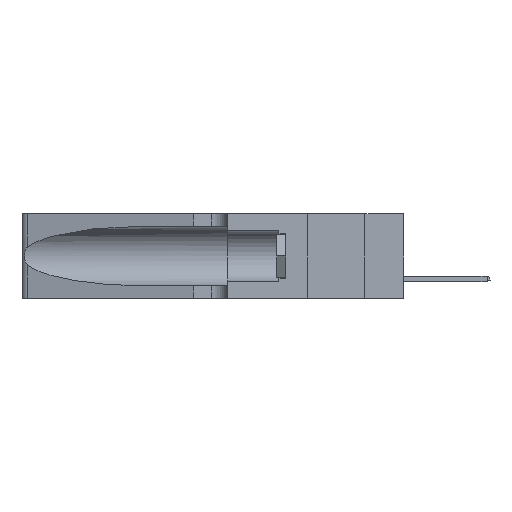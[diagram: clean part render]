
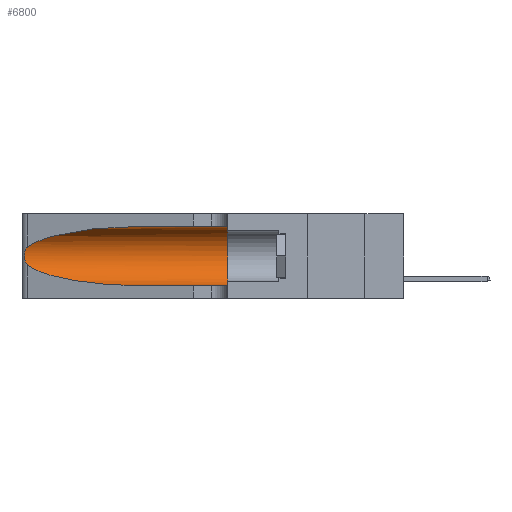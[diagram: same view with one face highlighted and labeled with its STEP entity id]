
A CAD part, left-side view. The second image highlights one B-rep face of the part: STEP entity #6800.
In plain terms, the highlighted cylindrical face has radius 3.308 mm (diameter 6.617 mm), a partial arc.
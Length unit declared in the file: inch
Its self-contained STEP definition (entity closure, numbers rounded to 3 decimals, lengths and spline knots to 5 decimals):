
#1796 = CARTESIAN_POINT ( 'NONE',  ( 0.25789, 1.23486, 0.15765 ) ) ;
#2129 = CARTESIAN_POINT ( 'NONE',  ( 0.1305, 0.72297, 0.05475 ) ) ;
#2408 = ORIENTED_EDGE ( 'NONE', *, *, #23028, .F. ) ;
#2860 = CARTESIAN_POINT ( 'NONE',  ( 0.25487, 1.22718, 0.22369 ) ) ;
#3517 = DIRECTION ( 'NONE',  ( 0., 0., 1. ) ) ;
#4614 = CARTESIAN_POINT ( 'NONE',  ( 0.1305, 0.72297, 0.31525 ) ) ;
#4651 = CARTESIAN_POINT ( 'NONE',  ( 0.1305, 0.35, 0.05475 ) ) ;
#5304 = CARTESIAN_POINT ( 'NONE',  ( 0.25555, 1.22994, 0.2215 ) ) ;
#6429 = VECTOR ( 'NONE', #40965, 39.37008 ) ;
#6800 = ADVANCED_FACE ( 'NONE', ( #36893 ), #46197, .F. ) ;
#7388 = ORIENTED_EDGE ( 'NONE', *, *, #31504, .T. ) ;
#9007 = EDGE_CURVE ( 'NONE', #17210, #14979, #28128, .T. ) ;
#9211 = CARTESIAN_POINT ( 'NONE',  ( 0.1305, 1.61858, 0.31525 ) ) ;
#9303 = CARTESIAN_POINT ( 'NONE',  ( 0.25487, 1.22718, 0.22369 ) ) ;
#9485 = CARTESIAN_POINT ( 'NONE',  ( 0.26075, 1.23896, 0.178 ) ) ;
#12145 = VERTEX_POINT ( 'NONE', #41582 ) ;
#12558 = EDGE_LOOP ( 'NONE', ( #12795, #34353, #41155, #7388, #47365, #2408 ) ) ;
#12795 = ORIENTED_EDGE ( 'NONE', *, *, #19252, .T. ) ;
#12807 = CARTESIAN_POINT ( 'NONE',  ( 0.1305, 0.72297, 0.05475 ) ) ;
#12865 = CARTESIAN_POINT ( 'NONE',  ( 0.1305, 1.61858, 0.05475 ) ) ;
#13841 = CARTESIAN_POINT ( 'NONE',  ( 0.25639, 1.23184, 0.21858 ) ) ;
#14979 = VERTEX_POINT ( 'NONE', #35350 ) ;
#16853 = CARTESIAN_POINT ( 'NONE',  ( 0.25856, 1.23593, 0.16098 ) ) ;
#17054 = CIRCLE ( 'NONE', #26545, 0.13025 ) ;
#17210 = VERTEX_POINT ( 'NONE', #2860 ) ;
#19252 = EDGE_CURVE ( 'NONE', #31006, #17210, #50342, .T. ) ;
#20116 = CARTESIAN_POINT ( 'NONE',  ( 0.18966, 0.96281, 0.05475 ) ) ;
#20319 = EDGE_CURVE ( 'NONE', #12145, #45025, #17054, .T. ) ;
#20843 = LINE ( 'NONE', #12865, #45577 ) ;
#21033 = AXIS2_PLACEMENT_3D ( 'NONE', #46192, #34729, #34911 ) ;
#22168 = CARTESIAN_POINT ( 'NONE',  ( 0.26017, 1.23833, 0.17102 ) ) ;
#23028 = EDGE_CURVE ( 'NONE', #31006, #12145, #47690, .T. ) ;
#23383 = CARTESIAN_POINT ( 'NONE',  ( 0.1305, 0.35, 0.185 ) ) ;
#24297 = VERTEX_POINT ( 'NONE', #2129 ) ;
#25198 = CARTESIAN_POINT ( 'NONE',  ( 0.25787, 1.23484, 0.2124 ) ) ;
#25770 = CARTESIAN_POINT ( 'NONE',  ( 0.26075, 1.23896, 0.19203 ) ) ;
#26545 = AXIS2_PLACEMENT_3D ( 'NONE', #23383, #47484, #3517 ) ;
#28128 = B_SPLINE_CURVE_WITH_KNOTS ( 'NONE', 3,
 ( #9303, #5304, #13841, #25198, #29219, #40874, #25770, #9485, #22168, #16853, #1796, #34465, #50482, #34410 ),
 .UNSPECIFIED., .F., .F.,
 ( 4, 2, 2, 2, 2, 2, 4 ),
 ( 0., 0.00027, 0.00053, 0.00107, 0.0016, 0.00187, 0.00214 ),
 .UNSPECIFIED. ) ;
#28616 = CARTESIAN_POINT ( 'NONE',  ( 0.1305, 0.72297, 0.31525 ) ) ;
#28815 = CARTESIAN_POINT ( 'NONE',  ( 0.2373, 1.15595, 0.28018 ) ) ;
#29219 = CARTESIAN_POINT ( 'NONE',  ( 0.25854, 1.2359, 0.20912 ) ) ;
#31006 = VERTEX_POINT ( 'NONE', #28616 ) ;
#31504 = EDGE_CURVE ( 'NONE', #24297, #45025, #20843, .T. ) ;
#34353 = ORIENTED_EDGE ( 'NONE', *, *, #9007, .T. ) ;
#34410 = CARTESIAN_POINT ( 'NONE',  ( 0.25487, 1.22718, 0.14631 ) ) ;
#34465 = CARTESIAN_POINT ( 'NONE',  ( 0.25639, 1.23186, 0.15144 ) ) ;
#34729 = DIRECTION ( 'NONE',  ( 0., -1., 0. ) ) ;
#34911 = DIRECTION ( 'NONE',  ( 0., 0., -1. ) ) ;
#35350 = CARTESIAN_POINT ( 'NONE',  ( 0.25487, 1.22718, 0.14631 ) ) ;
#36319 =( BOUNDED_CURVE ( )  B_SPLINE_CURVE ( 3, ( #43853, #44313, #20116, #12807 ),
 .UNSPECIFIED., .F., .T. ) 
 B_SPLINE_CURVE_WITH_KNOTS ( ( 4, 4 ),
 ( 3.44316, 4.71239 ),
 .UNSPECIFIED. ) 
 CURVE ( )  GEOMETRIC_REPRESENTATION_ITEM ( )  RATIONAL_B_SPLINE_CURVE ( ( 1., 0.87, 0.87, 1. ) ) 
 REPRESENTATION_ITEM ( '' )  );
#36893 = FACE_OUTER_BOUND ( 'NONE', #12558, .T. ) ;
#40874 = CARTESIAN_POINT ( 'NONE',  ( 0.26018, 1.23835, 0.19895 ) ) ;
#40965 = DIRECTION ( 'NONE',  ( 0., -1., 0. ) ) ;
#41155 = ORIENTED_EDGE ( 'NONE', *, *, #46605, .T. ) ;
#41582 = CARTESIAN_POINT ( 'NONE',  ( 0.1305, 0.35, 0.31525 ) ) ;
#43853 = CARTESIAN_POINT ( 'NONE',  ( 0.25487, 1.22718, 0.14631 ) ) ;
#44313 = CARTESIAN_POINT ( 'NONE',  ( 0.2373, 1.15595, 0.08982 ) ) ;
#44555 = DIRECTION ( 'NONE',  ( 0., -1., 0. ) ) ;
#44762 = CARTESIAN_POINT ( 'NONE',  ( 0.18966, 0.96281, 0.31525 ) ) ;
#45025 = VERTEX_POINT ( 'NONE', #4651 ) ;
#45577 = VECTOR ( 'NONE', #44555, 39.37008 ) ;
#46192 = CARTESIAN_POINT ( 'NONE',  ( 0.1305, 1.61858, 0.185 ) ) ;
#46197 = CYLINDRICAL_SURFACE ( 'NONE', #21033, 0.13025 ) ;
#46605 = EDGE_CURVE ( 'NONE', #14979, #24297, #36319, .T. ) ;
#47365 = ORIENTED_EDGE ( 'NONE', *, *, #20319, .F. ) ;
#47484 = DIRECTION ( 'NONE',  ( 0., 1., 0. ) ) ;
#47690 = LINE ( 'NONE', #9211, #6429 ) ;
#48797 = CARTESIAN_POINT ( 'NONE',  ( 0.25487, 1.22718, 0.22369 ) ) ;
#50342 =( BOUNDED_CURVE ( )  B_SPLINE_CURVE ( 3, ( #4614, #44762, #28815, #48797 ),
 .UNSPECIFIED., .F., .F. ) 
 B_SPLINE_CURVE_WITH_KNOTS ( ( 4, 4 ),
 ( 1.5708, 2.84003 ),
 .UNSPECIFIED. ) 
 CURVE ( )  GEOMETRIC_REPRESENTATION_ITEM ( )  RATIONAL_B_SPLINE_CURVE ( ( 1., 0.87, 0.87, 1. ) ) 
 REPRESENTATION_ITEM ( '' )  );
#50482 = CARTESIAN_POINT ( 'NONE',  ( 0.25555, 1.22993, 0.14849 ) ) ;
